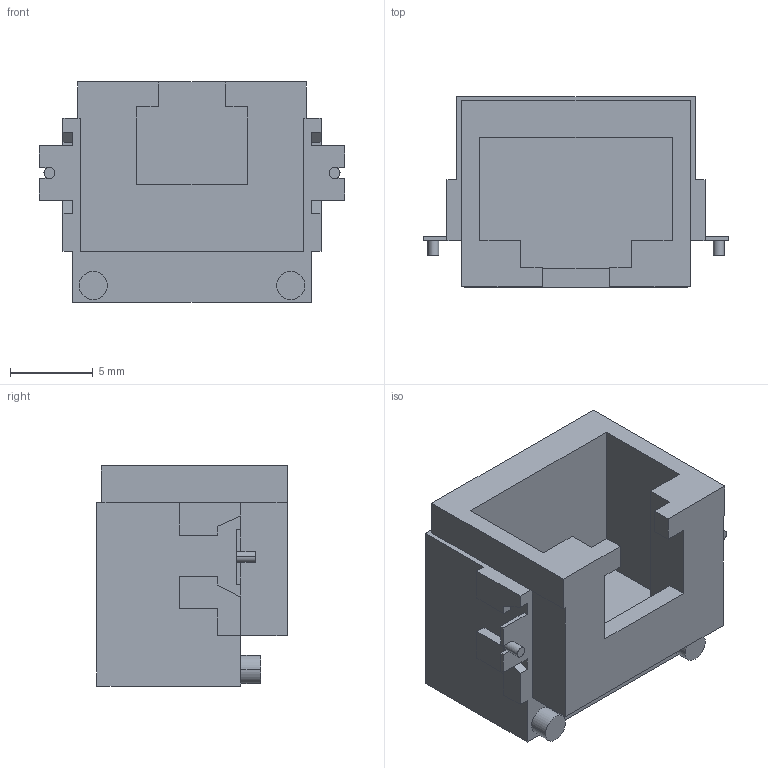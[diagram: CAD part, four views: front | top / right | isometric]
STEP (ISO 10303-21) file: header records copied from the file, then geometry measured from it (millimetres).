
FILE_DESCRIPTION (( 'STEP AP214' ), '1' );
FILE_NAME ('60552F13-3DB0-4E74-AD98-1C8ECA62C4BA.STEP', '2008-05-23T10:36:27', ( 'sysAdmin' ), ( 'SolidWorks' ), 'SwSTEP 2.0', 'SolidWorks 2008', '' );
FILE_SCHEMA (( 'AUTOMOTIVE_DESIGN' ));
Length unit declared in the file: millimetre
Products named in the file (1): 60552F13-3DB0-4E74-AD98-1C8ECA62C4BA
Bounding box: 18.44 x 11.49 x 13.3 mm (x, y, z)
Volume: 1199 mm3; surface area: 1397.9 mm2
Topology: 1 solids, 1 shells, 84 faces, 238 edges, 158 vertices
Faces by surface type: plane 76, cylinder 8
Entity records: 2808 total; most frequent: CARTESIAN_POINT 481, ORIENTED_EDGE 476, DIRECTION 428, EDGE_CURVE 238, VECTOR 218, LINE 218, VERTEX_POINT 158, AXIS2_PLACEMENT_3D 105
